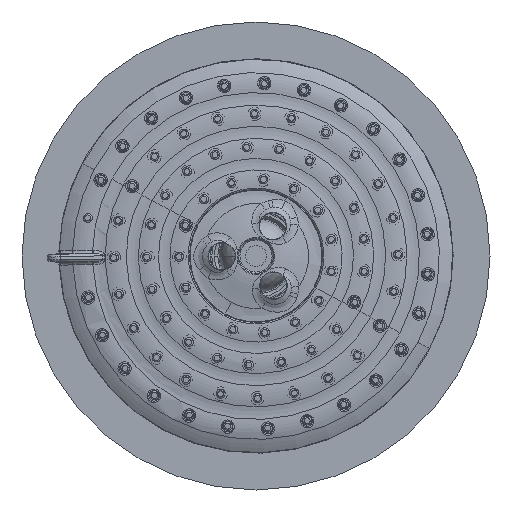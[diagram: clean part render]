
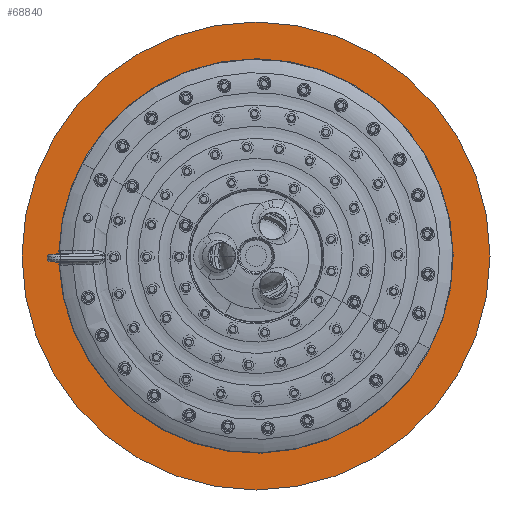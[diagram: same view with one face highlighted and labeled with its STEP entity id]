
A CAD part, front view. The second image highlights one B-rep face of the part: STEP entity #68840.
In plain terms, the highlighted planar face has unit normal (0, -1, 0).
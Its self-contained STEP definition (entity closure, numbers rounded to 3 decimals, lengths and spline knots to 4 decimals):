
#161=CARTESIAN_POINT('',(0.,-0.637,
0.));
#162=DIRECTION('',(0.,1.,0.));
#163=DIRECTION('',(-1.,0.,0.021));
#164=AXIS2_PLACEMENT_3D('',#161,#162,#163);
#218=CARTESIAN_POINT('',(0.,-0.637,0.));
#219=DIRECTION('',(0.,1.,0.));
#220=DIRECTION('',(1.,0.,0.));
#221=AXIS2_PLACEMENT_3D('',#218,#219,#220);
#226=CARTESIAN_POINT('',(0.,-0.637,0.));
#227=DIRECTION('',(0.,-1.,0.));
#228=DIRECTION('',(1.,0.,0.));
#229=AXIS2_PLACEMENT_3D('',#226,#227,#228);
#1632=CARTESIAN_POINT('',(-2.6169,-0.637,
-0.0003));
#1633=CARTESIAN_POINT('',(-2.6169,-0.637,
0.0014));
#1634=CARTESIAN_POINT('',(-2.6169,-0.637,
0.005));
#1635=CARTESIAN_POINT('',(-2.6165,-0.637,
0.0109));
#1636=CARTESIAN_POINT('',(-2.6158,-0.637,
0.0175));
#1637=CARTESIAN_POINT('',(-2.6149,-0.637,
0.0246));
#1638=CARTESIAN_POINT('',(-2.614,-0.637,
0.0316));
#1639=CARTESIAN_POINT('',(-2.6132,-0.637,
0.0381));
#1640=CARTESIAN_POINT('',(-2.6125,-0.637,
0.0439));
#1641=CARTESIAN_POINT('',(-2.6121,-0.637,
0.0492));
#1642=CARTESIAN_POINT('',(-2.6119,-0.637,
0.0523));
#1643=CARTESIAN_POINT('',(-2.6119,-0.637,
0.0539));
#3015=CARTESIAN_POINT('',(-2.6103,-0.637,
-0.1065));
#3016=CARTESIAN_POINT('',(-2.6103,-0.637,
-0.105));
#3017=CARTESIAN_POINT('',(-2.6106,-0.637,
-0.1019));
#3018=CARTESIAN_POINT('',(-2.6111,-0.637,
-0.0968));
#3019=CARTESIAN_POINT('',(-2.6118,-0.637,
-0.0914));
#3020=CARTESIAN_POINT('',(-2.6126,-0.637,
-0.0855));
#3021=CARTESIAN_POINT('',(-2.6136,-0.637,
-0.0792));
#3022=CARTESIAN_POINT('',(-2.6146,-0.637,
-0.0722));
#3023=CARTESIAN_POINT('',(-2.6156,-0.637,
-0.0649));
#3024=CARTESIAN_POINT('',(-2.6162,-0.637,
-0.0583));
#3025=CARTESIAN_POINT('',(-2.6164,-0.637,
-0.0543));
#3026=CARTESIAN_POINT('',(-2.6164,-0.637,
-0.0525));
#3061=CARTESIAN_POINT('',(0.,-0.637,
0.));
#3062=DIRECTION('',(0.,-1.,0.));
#3063=DIRECTION('',(-1.,0.,0.));
#3064=AXIS2_PLACEMENT_3D('',#3061,#3062,#3063);
#67929=CARTESIAN_POINT('',(3.1,-0.637,0.));
#67931=VERTEX_POINT('',#67929);
#67935=CARTESIAN_POINT('',(-3.1,-0.637,0.));
#67937=VERTEX_POINT('',#67935);
#68090=VERTEX_POINT('',#3015);
#68091=VERTEX_POINT('',#3026);
#68092=CARTESIAN_POINT('',(-2.6169,-0.637,
-0.0003));
#68093=VERTEX_POINT('',#68092);
#68094=VERTEX_POINT('',#1643);
#68820=CARTESIAN_POINT('',(0.,-0.637,0.));
#68821=DIRECTION('',(0.,-1.,0.));
#68822=DIRECTION('',(-1.,0.,0.));
#68823=AXIS2_PLACEMENT_3D('',#68820,#68821,#68822);
#68824=PLANE('',#68823);
#68826=ORIENTED_EDGE('',*,*,#68825,.T.);
#68828=ORIENTED_EDGE('',*,*,#68827,.F.);
#68829=EDGE_LOOP('',(#68826,#68828));
#68830=FACE_OUTER_BOUND('',#68829,.F.);
#68831=ORIENTED_EDGE('',*,*,#68798,.F.);
#68833=ORIENTED_EDGE('',*,*,#68832,.F.);
#68835=ORIENTED_EDGE('',*,*,#68834,.T.);
#68837=ORIENTED_EDGE('',*,*,#68836,.F.);
#68838=EDGE_LOOP('',(#68831,#68833,#68835,#68837));
#68839=FACE_BOUND('',#68838,.F.);
#165=CIRCLE('',#164,2.6125);
#222=CIRCLE('',#221,3.1);
#230=CIRCLE('',#229,3.1);
#1644=B_SPLINE_CURVE_WITH_KNOTS('',3,(#1632,#1633,#1634,#1635,#1636,#1637,#1638,
#1639,#1640,#1641,#1642,#1643),.UNSPECIFIED.,.F.,.F.,(4,1,1,1,1,1,1,1,1,4),
(0.,0.1111,0.2222,0.3333,0.4444,
0.5556,0.6667,0.7778,0.8889,1.),
.UNSPECIFIED.);
#3027=B_SPLINE_CURVE_WITH_KNOTS('',3,(#3015,#3016,#3017,#3018,#3019,#3020,#3021,
#3022,#3023,#3024,#3025,#3026),.UNSPECIFIED.,.F.,.F.,(4,1,1,1,1,1,1,1,1,4),
(0.,0.1111,0.2222,0.3333,0.4444,
0.5556,0.6667,0.7778,0.8889,1.),
.UNSPECIFIED.);
#3065=CIRCLE('',#3064,2.6169);
#68798=EDGE_CURVE('',#68094,#68090,#165,.T.);
#68825=EDGE_CURVE('',#67931,#67937,#222,.T.);
#68827=EDGE_CURVE('',#67931,#67937,#230,.T.);
#68832=EDGE_CURVE('',#68093,#68094,#1644,.T.);
#68834=EDGE_CURVE('',#68093,#68091,#3065,.T.);
#68836=EDGE_CURVE('',#68090,#68091,#3027,.T.);
#68840=ADVANCED_FACE('',(#68830,#68839),#68824,.T.);
